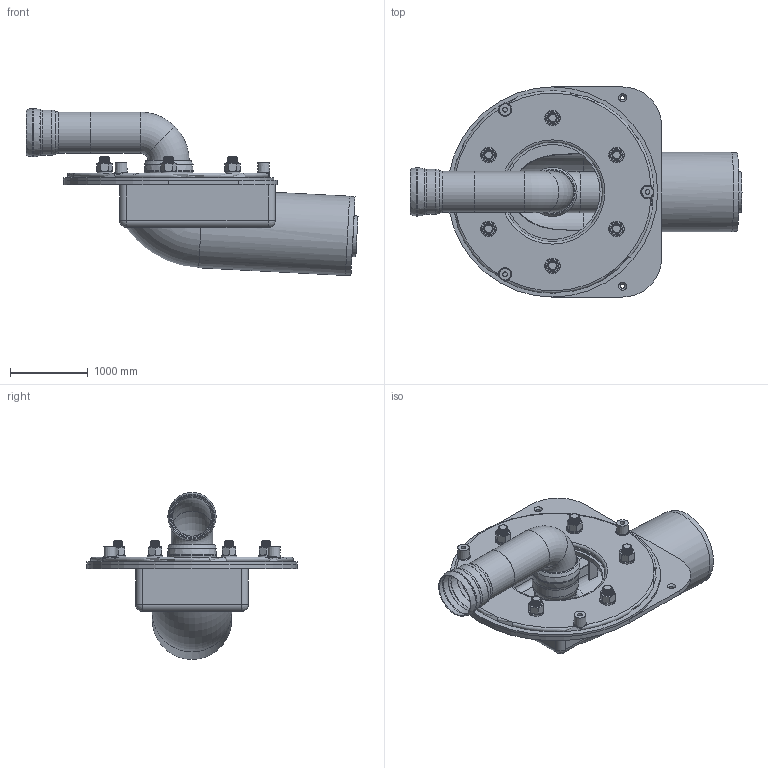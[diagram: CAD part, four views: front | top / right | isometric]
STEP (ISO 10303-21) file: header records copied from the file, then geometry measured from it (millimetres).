
FILE_DESCRIPTION(/* description */ (''),/* implementation_level */ '2;1');
FILE_NAME(/* name */ '13612.100X_3D.stp',/* time_stamp */ '2024-12-11T14:49:43+01:00',/* author */ ('CAD'),/* organization */ (''),/* preprocessor_version */ 'ST-DEVELOPER v20',/* originating_system */ 'AutoCAD Mechanical',/* authorisation */ '');
FILE_SCHEMA (('AUTOMOTIVE_DESIGN { 1 0 10303 214 3 1 1 }'));
Products named in the file (3): Product; *S0; Flansch mit Schrauben
Assembly tree (2 placements, depth 2):
  Product
    *S0
    Flansch mit Schrauben
Bounding box: 4265.02 x 2700 x 2144.91 mm (x, y, z)
Volume: 1056848583.1 mm3; surface area: 73142578 mm2
Topology: 36 solids, 36 shells, 937 faces, 1942 edges, 1084 vertices
Faces by surface type: cone 438, cylinder 306, plane 126, torus 41, bspline 18, sphere 8
Full cylindrical faces by diameter (mm): 55 x2, 60 x3, 120 x222, 130 x6, 160 x12, 200 x6, 500 x4, 510 x1, 530 x6, 558.788 x1, 560 x2, 578.049 x1, 580 x1, 590 x1, 600 x2, 620 x1, 630 x1, 980 x1, 1020 x1, 1220 x1, 1300 x1, 2700 x1
Entity records: 27041 total; most frequent: CARTESIAN_POINT 6762, DIRECTION 4632, ORIENTED_EDGE 3868, EDGE_CURVE 1934, AXIS2_PLACEMENT_3D 1901, VERTEX_POINT 1066, EDGE_LOOP 1014, CIRCLE 963
